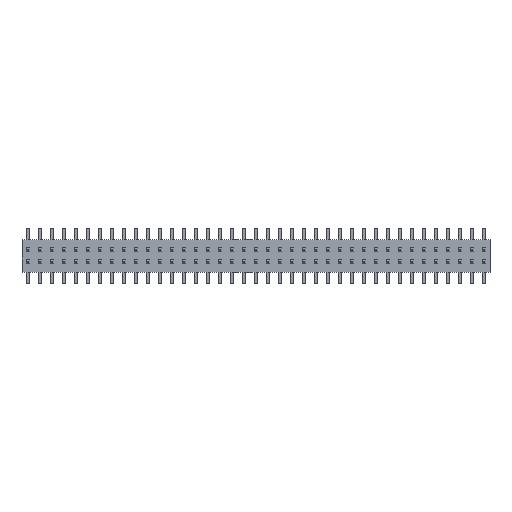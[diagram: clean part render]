
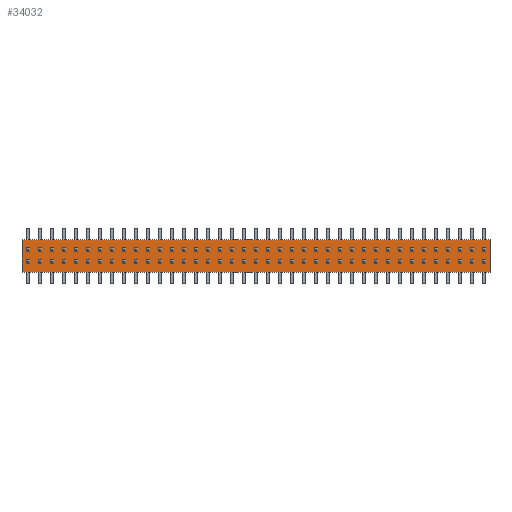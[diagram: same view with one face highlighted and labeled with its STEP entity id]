
A CAD part, top view. The second image highlights one B-rep face of the part: STEP entity #34032.
In plain terms, the highlighted face is planar.
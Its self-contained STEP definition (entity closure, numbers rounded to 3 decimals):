
#33900 = EDGE_CURVE('',#33901,#33903,#33905,.T.);
#33901 = VERTEX_POINT('',#33902);
#33902 = CARTESIAN_POINT('',(-24.765,1.753,-1.715));
#33903 = VERTEX_POINT('',#33904);
#33904 = CARTESIAN_POINT('',(-24.765,1.753,1.715));
#33905 = LINE('',#33906,#33907);
#33906 = CARTESIAN_POINT('',(-24.765,1.753,-1.715));
#33907 = VECTOR('',#33908,1.);
#33908 = DIRECTION('',(0.,0.,1.));
#33940 = EDGE_CURVE('',#33903,#33941,#33943,.T.);
#33941 = VERTEX_POINT('',#33942);
#33942 = CARTESIAN_POINT('',(24.765,1.753,1.715));
#33943 = LINE('',#33944,#33945);
#33944 = CARTESIAN_POINT('',(-24.765,1.753,1.715));
#33945 = VECTOR('',#33946,1.);
#33946 = DIRECTION('',(1.,0.,0.));
#33971 = EDGE_CURVE('',#33941,#33972,#33974,.T.);
#33972 = VERTEX_POINT('',#33973);
#33973 = CARTESIAN_POINT('',(24.765,1.753,-1.715));
#33974 = LINE('',#33975,#33976);
#33975 = CARTESIAN_POINT('',(24.765,1.753,1.715));
#33976 = VECTOR('',#33977,1.);
#33977 = DIRECTION('',(0.,0.,-1.));
#34002 = EDGE_CURVE('',#33972,#33901,#34003,.T.);
#34003 = LINE('',#34004,#34005);
#34004 = CARTESIAN_POINT('',(24.765,1.753,-1.715));
#34005 = VECTOR('',#34006,1.);
#34006 = DIRECTION('',(-1.,0.,0.));
#34032 = ADVANCED_FACE('',(#34033),#34039,.T.);
#34033 = FACE_BOUND('',#34034,.T.);
#34034 = EDGE_LOOP('',(#34035,#34036,#34037,#34038));
#34035 = ORIENTED_EDGE('',*,*,#33900,.T.);
#34036 = ORIENTED_EDGE('',*,*,#33940,.T.);
#34037 = ORIENTED_EDGE('',*,*,#33971,.T.);
#34038 = ORIENTED_EDGE('',*,*,#34002,.T.);
#34039 = PLANE('',#34040);
#34040 = AXIS2_PLACEMENT_3D('',#34041,#34042,#34043);
#34041 = CARTESIAN_POINT('',(0.,1.753,0.));
#34042 = DIRECTION('',(0.,1.,0.));
#34043 = DIRECTION('',(0.,-0.,1.));
